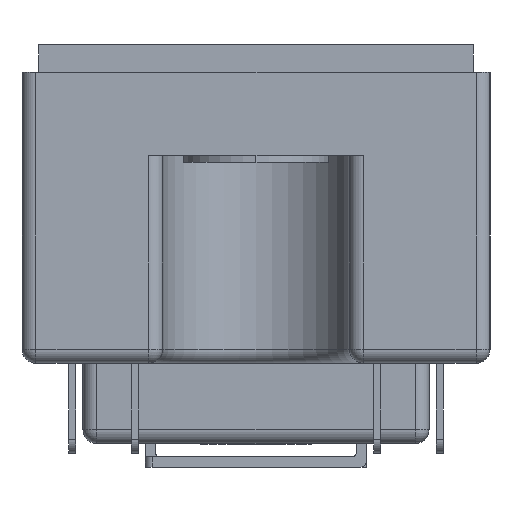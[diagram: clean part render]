
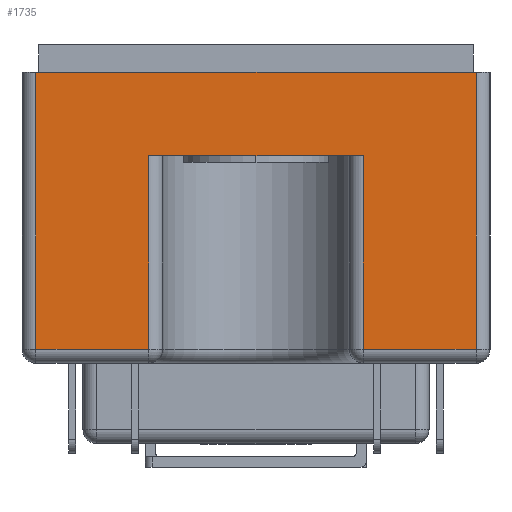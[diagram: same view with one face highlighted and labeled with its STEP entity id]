
A CAD part, left-side view. The second image highlights one B-rep face of the part: STEP entity #1735.
In plain terms, the highlighted free-form (B-spline) face has degree [1, 1] with [2, 2] control points.
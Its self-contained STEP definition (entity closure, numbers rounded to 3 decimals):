
#790=CARTESIAN_POINT('',(-47.,-15.906,8.512));
#791=VERTEX_POINT('',#790);
#858=CARTESIAN_POINT('',(-47.,-7.756,8.512));
#859=VERTEX_POINT('',#858);
#930=CARTESIAN_POINT('',(-47.,7.744,8.512));
#931=VERTEX_POINT('',#930);
#998=CARTESIAN_POINT('',(-47.,15.894,8.512));
#999=VERTEX_POINT('',#998);
#1145=CARTESIAN_POINT('',(-47.,7.744,8.512));
#1146=DIRECTION('',(0.0,1.0,0.0));
#1147=VECTOR('',#1146,8.15);
#1148=LINE('',#1145,#1147);
#1149=EDGE_CURVE('',#931,#999,#1148,.T.);
#1166=CARTESIAN_POINT('',(-47.,15.894,28.512));
#1167=VERTEX_POINT('',#1166);
#1184=CARTESIAN_POINT('',(-47.,15.894,8.512));
#1185=DIRECTION('',(0.0,0.0,1.0));
#1186=VECTOR('',#1185,20.0);
#1187=LINE('',#1184,#1186);
#1188=EDGE_CURVE('',#999,#1167,#1187,.T.);
#1296=CARTESIAN_POINT('',(-47.,7.744,22.512));
#1297=VERTEX_POINT('',#1296);
#1305=CARTESIAN_POINT('',(-47.,7.744,22.512));
#1306=DIRECTION('',(0.0,0.0,-1.0));
#1307=VECTOR('',#1306,14.0);
#1308=LINE('',#1305,#1307);
#1309=EDGE_CURVE('',#1297,#931,#1308,.T.);
#1493=CARTESIAN_POINT('',(-47.,-15.906,8.512));
#1494=DIRECTION('',(0.0,1.0,0.0));
#1495=VECTOR('',#1494,8.15);
#1496=LINE('',#1493,#1495);
#1497=EDGE_CURVE('',#791,#859,#1496,.T.);
#1514=CARTESIAN_POINT('',(-47.,-7.756,22.512));
#1515=VERTEX_POINT('',#1514);
#1532=CARTESIAN_POINT('',(-47.,-7.756,8.512));
#1533=DIRECTION('',(0.0,0.0,1.0));
#1534=VECTOR('',#1533,14.0);
#1535=LINE('',#1532,#1534);
#1536=EDGE_CURVE('',#859,#1515,#1535,.T.);
#1602=CARTESIAN_POINT('',(-47.,-15.906,28.512));
#1603=VERTEX_POINT('',#1602);
#1611=CARTESIAN_POINT('',(-47.,-15.906,28.512));
#1612=DIRECTION('',(0.0,0.0,-1.0));
#1613=VECTOR('',#1612,20.0);
#1614=LINE('',#1611,#1613);
#1615=EDGE_CURVE('',#1603,#791,#1614,.T.);
#1710=CARTESIAN_POINT('',(-47.,-15.906,28.512));
#1711=CARTESIAN_POINT('',(-47.,-15.906,8.512));
#1712=CARTESIAN_POINT('',(-47.,15.894,28.512));
#1713=CARTESIAN_POINT('',(-47.,15.894,8.512));
#1714=B_SPLINE_SURFACE_WITH_KNOTS('',1,1,((#1710,#1712),(#1711,#1713)),.UNSPECIFIED.,.F.,.F.,.U.,(2,2),(2,2),(0.0,20.0),(0.0,31.8),.UNSPECIFIED.);
#1715=ORIENTED_EDGE('',*,*,#1188,.F.);
#1716=ORIENTED_EDGE('',*,*,#1149,.F.);
#1717=ORIENTED_EDGE('',*,*,#1309,.F.);
#1718=CARTESIAN_POINT('',(-47.,-7.756,22.512));
#1719=DIRECTION('',(0.0,1.0,0.0));
#1720=VECTOR('',#1719,15.5);
#1721=LINE('',#1718,#1720);
#1722=EDGE_CURVE('',#1515,#1297,#1721,.T.);
#1723=ORIENTED_EDGE('',*,*,#1722,.F.);
#1724=ORIENTED_EDGE('',*,*,#1536,.F.);
#1725=ORIENTED_EDGE('',*,*,#1497,.F.);
#1726=ORIENTED_EDGE('',*,*,#1615,.F.);
#1727=CARTESIAN_POINT('',(-47.,-15.906,28.512));
#1728=DIRECTION('',(0.0,1.0,0.0));
#1729=VECTOR('',#1728,31.8);
#1730=LINE('',#1727,#1729);
#1731=EDGE_CURVE('',#1603,#1167,#1730,.T.);
#1732=ORIENTED_EDGE('',*,*,#1731,.T.);
#1733=EDGE_LOOP('',(#1715,#1716,#1717,#1723,#1724,#1725,#1726,#1732));
#1734=FACE_OUTER_BOUND('',#1733,.T.);
#1735=ADVANCED_FACE('',(#1734),#1714,.F.);
